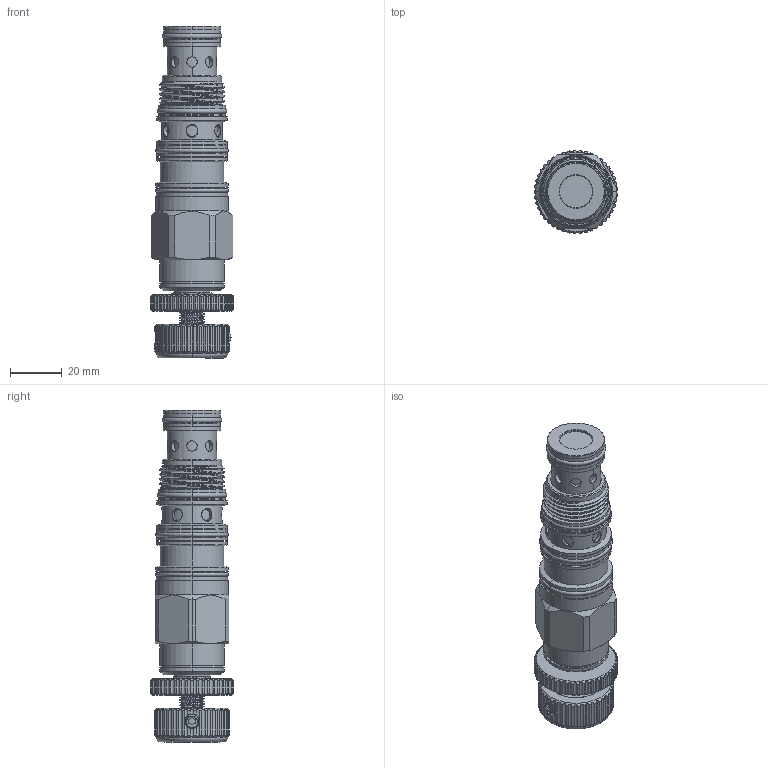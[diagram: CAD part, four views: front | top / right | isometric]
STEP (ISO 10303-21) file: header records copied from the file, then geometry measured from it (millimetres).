
FILE_DESCRIPTION (( 'STEP AP203' ), '1' );
FILE_NAME ('DP22A4N-K.STEP', '2024-05-28T08:58:19', ( '' ), ( '' ), 'SwSTEP 2.0', 'SolidWorks 2018', '' );
FILE_SCHEMA (( 'CONFIG_CONTROL_DESIGN' ));
Length unit declared in the file: millimetre
Products named in the file (1): DP22A4N-K
Bounding box: 32.18 x 32.2 x 128.29 mm (x, y, z)
Volume: 64863.3 mm3; surface area: 17540.9 mm2
Topology: 1 solids, 1 shells, 682 faces, 1765 edges, 1133 vertices
Faces by surface type: cylinder 419, plane 154, cone 64, bspline 25, torus 18, sphere 2
Entity records: 36049 total; most frequent: CARTESIAN_POINT 20154, ORIENTED_EDGE 3506, DIRECTION 3037, EDGE_CURVE 1753, AXIS2_PLACEMENT_3D 1165, VERTEX_POINT 1133, EDGE_LOOP 742, LINE 707
